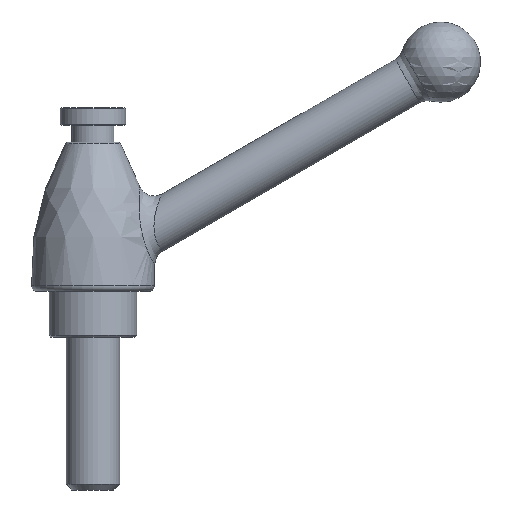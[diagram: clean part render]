
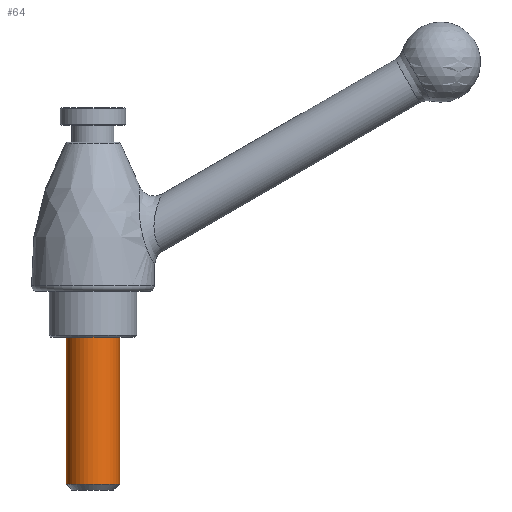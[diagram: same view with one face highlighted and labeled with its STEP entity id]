
A CAD part, front view. The second image highlights one B-rep face of the part: STEP entity #64.
In plain terms, the highlighted cylindrical face has radius 7 mm (diameter 14 mm), a full revolution.
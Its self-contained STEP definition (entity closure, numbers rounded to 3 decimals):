
#64 = ADVANCED_FACE( '', ( #150, #151 ), #152, .T. );
#150 = FACE_OUTER_BOUND( '', #985, .T. );
#151 = FACE_OUTER_BOUND( '', #986, .T. );
#152 = CYLINDRICAL_SURFACE( '', #987, 7. );
#985 = EDGE_LOOP( '', ( #1948 ) );
#986 = EDGE_LOOP( '', ( #1949 ) );
#987 = AXIS2_PLACEMENT_3D( '', #1950, #1951, #1952 );
#1948 = ORIENTED_EDGE( '', *, *, #2092, .T. );
#1949 = ORIENTED_EDGE( '', *, *, #2075, .T. );
#1950 = CARTESIAN_POINT( '', ( 0., 0., -40. ) );
#1951 = DIRECTION( '', ( 0., 0., -1. ) );
#1952 = DIRECTION( '', ( 1., 0., 0. ) );
#2075 = EDGE_CURVE( '', #2131, #2131, #2132, .F. );
#2092 = EDGE_CURVE( '', #2159, #2159, #2160, .F. );
#2131 = VERTEX_POINT( '', #2213 );
#2132 = CIRCLE( '', #2214, 7. );
#2159 = VERTEX_POINT( '', #2934 );
#2160 = CIRCLE( '', #2935, 7. );
#2213 = CARTESIAN_POINT( '', ( 7., 0., 0. ) );
#2214 = AXIS2_PLACEMENT_3D( '', #3243, #3244, #3245 );
#2934 = CARTESIAN_POINT( '', ( -7., 0., -38.5 ) );
#2935 = AXIS2_PLACEMENT_3D( '', #3267, #3268, #3269 );
#3243 = CARTESIAN_POINT( '', ( 0., 0., 0. ) );
#3244 = DIRECTION( '', ( 0., 0., 1. ) );
#3245 = DIRECTION( '', ( 1., 0., 0. ) );
#3267 = CARTESIAN_POINT( '', ( 0., 0., -38.5 ) );
#3268 = DIRECTION( '', ( 0., 0., -1. ) );
#3269 = DIRECTION( '', ( -1., 0., 0. ) );
